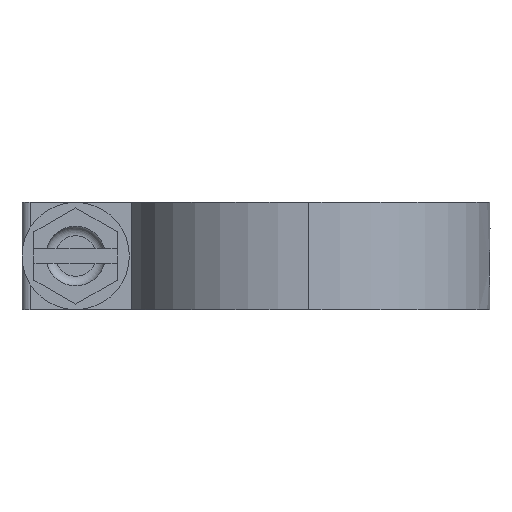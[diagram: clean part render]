
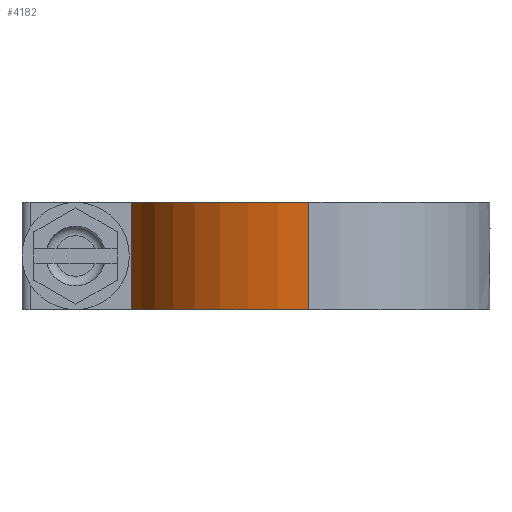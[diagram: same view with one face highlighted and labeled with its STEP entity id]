
A CAD part, left-side view. The second image highlights one B-rep face of the part: STEP entity #4182.
In plain terms, the highlighted cylindrical face has radius 15.2 mm (diameter 30.4 mm), a partial arc.
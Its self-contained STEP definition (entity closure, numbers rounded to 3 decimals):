
#50 = VERTEX_POINT ( 'NONE', #1731 ) ;
#90 = ORIENTED_EDGE ( 'NONE', *, *, #1968, .T. ) ;
#593 = EDGE_CURVE ( 'NONE', #50, #1371, #5029, .T. ) ;
#700 = DIRECTION ( 'NONE',  ( 1., 0., 0. ) ) ;
#1024 = CIRCLE ( 'NONE', #1892, 15.2 ) ;
#1169 = AXIS2_PLACEMENT_3D ( 'NONE', #3907, #2431, #4493 ) ;
#1247 = EDGE_CURVE ( 'NONE', #6712, #2373, #1024, .T. ) ;
#1371 = VERTEX_POINT ( 'NONE', #6286 ) ;
#1429 = CARTESIAN_POINT ( 'NONE',  ( -3.21, 14.857, -4.5 ) ) ;
#1509 = DIRECTION ( 'NONE',  ( 1., 0., 0. ) ) ;
#1731 = CARTESIAN_POINT ( 'NONE',  ( -15.2, 0., 4.5 ) ) ;
#1892 = AXIS2_PLACEMENT_3D ( 'NONE', #4982, #4944, #700 ) ;
#1968 = EDGE_CURVE ( 'NONE', #1371, #2373, #3525, .T. ) ;
#1971 = VECTOR ( 'NONE', #4598, 1000. ) ;
#1996 = DIRECTION ( 'NONE',  ( 0., 0., -1. ) ) ;
#2299 = CARTESIAN_POINT ( 'NONE',  ( -15.2, 0., 4.5 ) ) ;
#2316 = ORIENTED_EDGE ( 'NONE', *, *, #593, .T. ) ;
#2373 = VERTEX_POINT ( 'NONE', #1429 ) ;
#2431 = DIRECTION ( 'NONE',  ( 0., 0., -1. ) ) ;
#2520 = EDGE_CURVE ( 'NONE', #50, #6712, #6382, .T. ) ;
#3069 = VECTOR ( 'NONE', #4287, 1000. ) ;
#3525 = LINE ( 'NONE', #4564, #1971 ) ;
#3907 = CARTESIAN_POINT ( 'NONE',  ( 0., 0., 4.5 ) ) ;
#4182 = ADVANCED_FACE ( 'NONE', ( #5004 ), #5441, .T. ) ;
#4232 = ORIENTED_EDGE ( 'NONE', *, *, #2520, .F. ) ;
#4287 = DIRECTION ( 'NONE',  ( 0., 0., -1. ) ) ;
#4493 = DIRECTION ( 'NONE',  ( -1., 0., 0. ) ) ;
#4564 = CARTESIAN_POINT ( 'NONE',  ( -3.21, 14.857, 4.5 ) ) ;
#4598 = DIRECTION ( 'NONE',  ( 0., 0., -1. ) ) ;
#4944 = DIRECTION ( 'NONE',  ( 0., 0., -1. ) ) ;
#4982 = CARTESIAN_POINT ( 'NONE',  ( 0., 0., -4.5 ) ) ;
#5004 = FACE_OUTER_BOUND ( 'NONE', #6243, .T. ) ;
#5029 = CIRCLE ( 'NONE', #5675, 15.2 ) ;
#5441 = CYLINDRICAL_SURFACE ( 'NONE', #1169, 15.2 ) ;
#5675 = AXIS2_PLACEMENT_3D ( 'NONE', #6124, #1996, #1509 ) ;
#5678 = CARTESIAN_POINT ( 'NONE',  ( -15.2, 0., -4.5 ) ) ;
#6119 = ORIENTED_EDGE ( 'NONE', *, *, #1247, .F. ) ;
#6124 = CARTESIAN_POINT ( 'NONE',  ( 0., 0., 4.5 ) ) ;
#6243 = EDGE_LOOP ( 'NONE', ( #4232, #2316, #90, #6119 ) ) ;
#6286 = CARTESIAN_POINT ( 'NONE',  ( -3.21, 14.857, 4.5 ) ) ;
#6382 = LINE ( 'NONE', #2299, #3069 ) ;
#6712 = VERTEX_POINT ( 'NONE', #5678 ) ;
